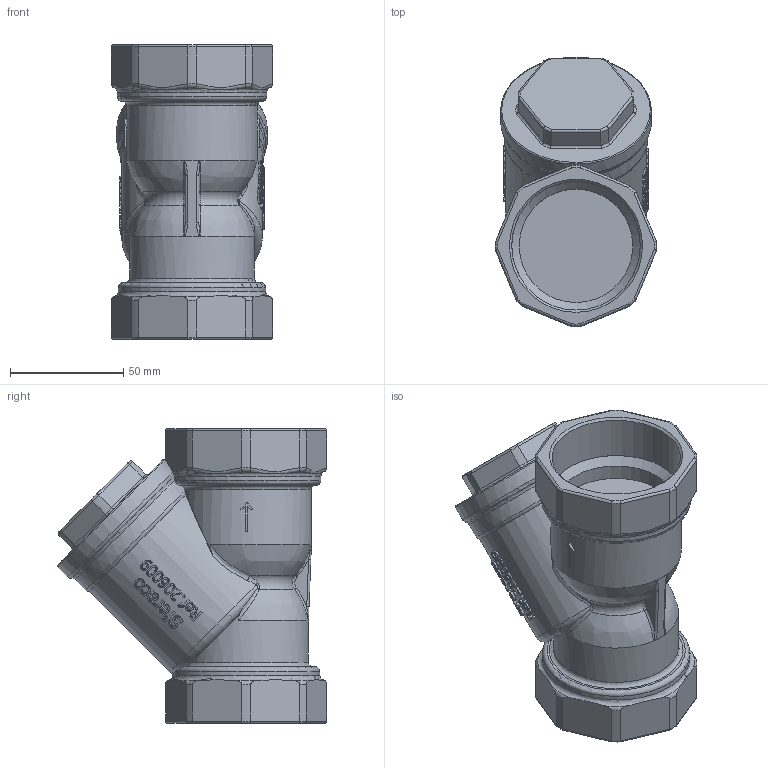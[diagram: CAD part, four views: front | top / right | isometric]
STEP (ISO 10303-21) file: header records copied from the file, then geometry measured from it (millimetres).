
FILE_DESCRIPTION(/* description */ ('206009'),/* implementation_level */ '2;1');
FILE_NAME(/* name */ '206009.stp',/* time_stamp */ '2016-04-14T15:48:59+02:00',/* author */ ('jmorand'),/* organization */ ('Sferaco'),/* preprocessor_version */ 'ST-DEVELOPER v16.1',/* originating_system */ 'Autodesk Inventor 2016',/* authorisation */ '');
FILE_SCHEMA (('AUTOMOTIVE_DESIGN { 1 0 10303 214 3 1 1 }'));
Length unit declared in the file: millimetre
Products named in the file (1): 206009_bd
Bounding box: 70.99 x 118.71 x 130 mm (x, y, z)
Volume: 409217.5 mm3; surface area: 55505.9 mm2
Topology: 1 solids, 1 shells, 807 faces, 2157 edges, 1413 vertices
Faces by surface type: bspline 411, plane 217, cylinder 119, torus 56, cone 4
Full cylindrical faces by diameter (mm): 50 x2, 56.656 x2, 65 x1, 66.5 x1
Entity records: 37886 total; most frequent: CARTESIAN_POINT 19848, ORIENTED_EDGE 4284, DIRECTION 2282, EDGE_CURVE 2142, VERTEX_POINT 1410, B_SPLINE_CURVE_WITH_KNOTS 980, EDGE_LOOP 880, LINE 836
